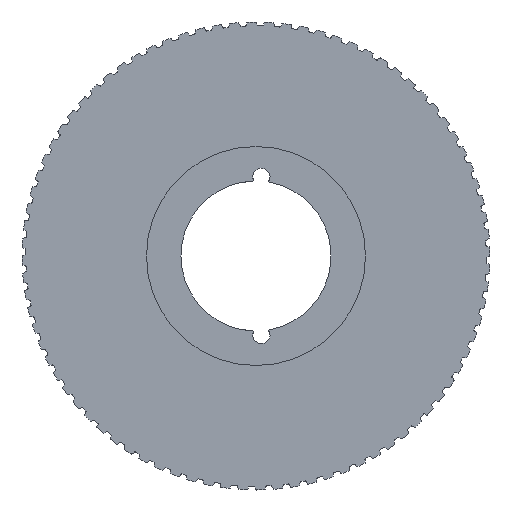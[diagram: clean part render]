
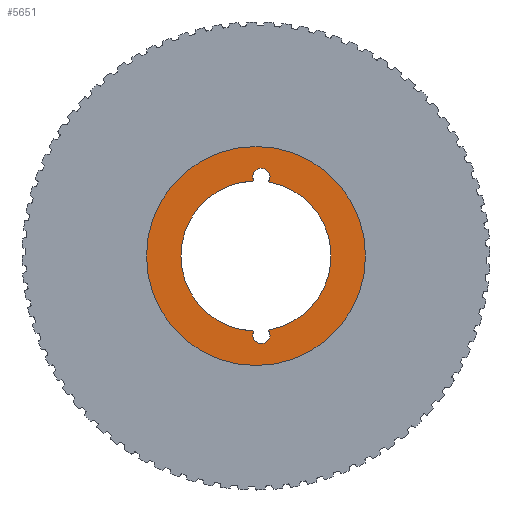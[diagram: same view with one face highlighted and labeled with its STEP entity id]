
A CAD part, left-side view. The second image highlights one B-rep face of the part: STEP entity #5651.
In plain terms, the highlighted planar face has unit normal (-1, 0, 0).
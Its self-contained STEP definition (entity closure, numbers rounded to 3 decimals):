
#215 = CARTESIAN_POINT ( 'NONE',  ( 1.1, 45.098, -45.098 ) ) ;
#338 = DIRECTION ( 'NONE',  ( 1., 0., 0. ) ) ;
#350 = ORIENTED_EDGE ( 'NONE', *, *, #6910, .F. ) ;
#389 = VERTEX_POINT ( 'NONE', #18747 ) ;
#626 = CARTESIAN_POINT ( 'NONE',  ( 1.1, 38.318, -4.916 ) ) ;
#1642 = DIRECTION ( 'NONE',  ( 1., 0., 0. ) ) ;
#1688 = AXIS2_PLACEMENT_3D ( 'NONE', #12304, #338, #14321 ) ;
#2223 = DIRECTION ( 'NONE',  ( 0., 0., 1. ) ) ;
#2784 = EDGE_CURVE ( 'NONE', #8647, #13989, #6489, .T. ) ;
#2815 = DIRECTION ( 'NONE',  ( 0., 0., 1. ) ) ;
#3072 = CIRCLE ( 'NONE', #10215, 40.75 ) ;
#3261 = EDGE_CURVE ( 'NONE', #11536, #389, #17089, .T. ) ;
#3816 = FACE_BOUND ( 'NONE', #6723, .T. ) ;
#3884 = VERTEX_POINT ( 'NONE', #626 ) ;
#4222 = CARTESIAN_POINT ( 'NONE',  ( 1.1, 42.187, -87.948 ) ) ;
#4585 = DIRECTION ( 'NONE',  ( -1., 0., 0. ) ) ;
#5651 = ADVANCED_FACE ( 'NONE', ( #20385, #3816 ), #15350, .T. ) ;
#5861 = CARTESIAN_POINT ( 'NONE',  ( 1.1, 45.098, -104.536 ) ) ;
#6236 = DIRECTION ( 'NONE',  ( 0., 0., 1. ) ) ;
#6489 = CIRCLE ( 'NONE', #9095, 59.438 ) ;
#6601 = CIRCLE ( 'NONE', #15889, 4.699 ) ;
#6687 = EDGE_CURVE ( 'NONE', #3884, #18116, #17548, .T. ) ;
#6723 = EDGE_LOOP ( 'NONE', ( #19978, #9050, #12837, #21878, #350 ) ) ;
#6910 = EDGE_CURVE ( 'NONE', #389, #21873, #6601, .T. ) ;
#8101 = DIRECTION ( 'NONE',  ( -1., 0., 0. ) ) ;
#8117 = AXIS2_PLACEMENT_3D ( 'NONE', #4222, #18229, #6236 ) ;
#8647 = VERTEX_POINT ( 'NONE', #5861 ) ;
#9050 = ORIENTED_EDGE ( 'NONE', *, *, #16386, .T. ) ;
#9095 = AXIS2_PLACEMENT_3D ( 'NONE', #16584, #4585, #18598 ) ;
#9508 = CARTESIAN_POINT ( 'NONE',  ( 1.1, 42.187, -87.948 ) ) ;
#9556 = CARTESIAN_POINT ( 'NONE',  ( 1.1, 46.38, -85.828 ) ) ;
#10215 = AXIS2_PLACEMENT_3D ( 'NONE', #13609, #1642, #15622 ) ;
#11536 = VERTEX_POINT ( 'NONE', #9556 ) ;
#11538 = DIRECTION ( 'NONE',  ( 0., 0., 1. ) ) ;
#12304 = CARTESIAN_POINT ( 'NONE',  ( 1.1, 45.098, -45.098 ) ) ;
#12361 = EDGE_CURVE ( 'NONE', #13989, #8647, #20087, .T. ) ;
#12837 = ORIENTED_EDGE ( 'NONE', *, *, #6687, .F. ) ;
#13426 = DIRECTION ( 'NONE',  ( 0., 0., 1. ) ) ;
#13609 = CARTESIAN_POINT ( 'NONE',  ( 1.1, 45.098, -45.098 ) ) ;
#13989 = VERTEX_POINT ( 'NONE', #20126 ) ;
#14203 = DIRECTION ( 'NONE',  ( -1., 0., 0. ) ) ;
#14321 = DIRECTION ( 'NONE',  ( 0., 0., -1. ) ) ;
#15033 = CARTESIAN_POINT ( 'NONE',  ( 1.1, 42.187, -2.248 ) ) ;
#15350 = PLANE ( 'NONE',  #15694 ) ;
#15379 = CARTESIAN_POINT ( 'NONE',  ( 1.1, 38.318, -85.28 ) ) ;
#15622 = DIRECTION ( 'NONE',  ( 0., 0., -1. ) ) ;
#15694 = AXIS2_PLACEMENT_3D ( 'NONE', #21343, #25382, #13426 ) ;
#15889 = AXIS2_PLACEMENT_3D ( 'NONE', #9508, #23477, #11538 ) ;
#16386 = EDGE_CURVE ( 'NONE', #11536, #18116, #3072, .T. ) ;
#16584 = CARTESIAN_POINT ( 'NONE',  ( 1.1, 45.098, -45.098 ) ) ;
#16618 = EDGE_CURVE ( 'NONE', #3884, #21873, #24010, .T. ) ;
#17089 = CIRCLE ( 'NONE', #8117, 4.699 ) ;
#17128 = EDGE_LOOP ( 'NONE', ( #24967, #21506 ) ) ;
#17548 = CIRCLE ( 'NONE', #20384, 4.699 ) ;
#18116 = VERTEX_POINT ( 'NONE', #18826 ) ;
#18229 = DIRECTION ( 'NONE',  ( -1., 0., 0. ) ) ;
#18598 = DIRECTION ( 'NONE',  ( 0., 0., 1. ) ) ;
#18747 = CARTESIAN_POINT ( 'NONE',  ( 1.1, 42.187, -92.647 ) ) ;
#18826 = CARTESIAN_POINT ( 'NONE',  ( 1.1, 46.38, -4.368 ) ) ;
#19978 = ORIENTED_EDGE ( 'NONE', *, *, #3261, .F. ) ;
#20087 = CIRCLE ( 'NONE', #25357, 59.438 ) ;
#20126 = CARTESIAN_POINT ( 'NONE',  ( 1.1, 45.098, 14.34 ) ) ;
#20384 = AXIS2_PLACEMENT_3D ( 'NONE', #15033, #8101, #2815 ) ;
#20385 = FACE_OUTER_BOUND ( 'NONE', #17128, .T. ) ;
#21343 = CARTESIAN_POINT ( 'NONE',  ( 1.1, 45.098, -45.098 ) ) ;
#21506 = ORIENTED_EDGE ( 'NONE', *, *, #2784, .T. ) ;
#21873 = VERTEX_POINT ( 'NONE', #15379 ) ;
#21878 = ORIENTED_EDGE ( 'NONE', *, *, #16618, .T. ) ;
#23477 = DIRECTION ( 'NONE',  ( -1., 0., 0. ) ) ;
#24010 = CIRCLE ( 'NONE', #1688, 40.75 ) ;
#24967 = ORIENTED_EDGE ( 'NONE', *, *, #12361, .T. ) ;
#25357 = AXIS2_PLACEMENT_3D ( 'NONE', #215, #14203, #2223 ) ;
#25382 = DIRECTION ( 'NONE',  ( -1., 0., 0. ) ) ;
